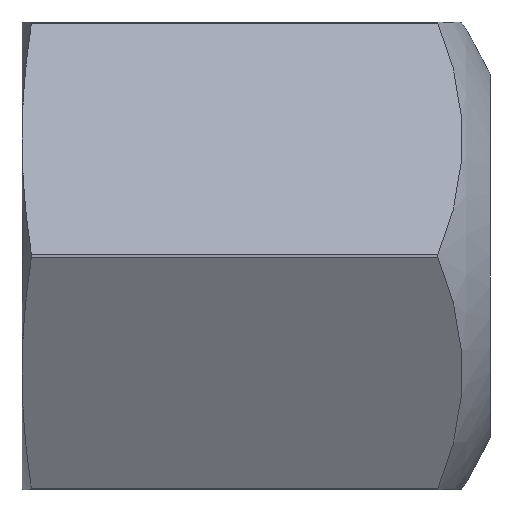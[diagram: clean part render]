
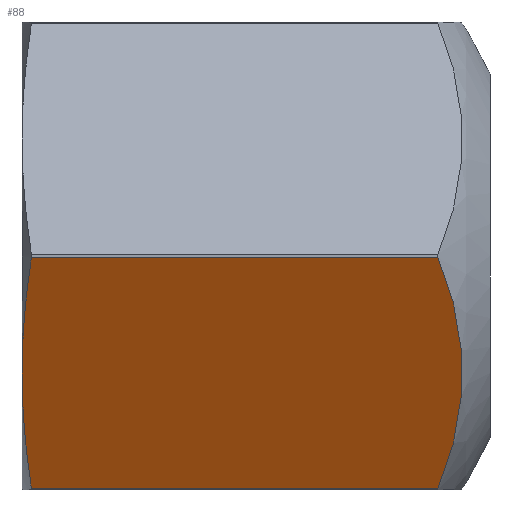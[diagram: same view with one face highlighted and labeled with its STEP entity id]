
A CAD part, front view. The second image highlights one B-rep face of the part: STEP entity #88.
In plain terms, the highlighted planar face has unit normal (0, -0.866, -0.5).
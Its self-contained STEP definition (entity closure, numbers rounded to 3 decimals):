
#88 = ADVANCED_FACE( '', ( #178 ), #179, .F. );
#178 = FACE_OUTER_BOUND( '', #263, .T. );
#179 = PLANE( '', #264 );
#263 = EDGE_LOOP( '', ( #447, #448, #449, #450, #451 ) );
#264 = AXIS2_PLACEMENT_3D( '', #452, #453, #454 );
#447 = ORIENTED_EDGE( '', *, *, #511, .F. );
#448 = ORIENTED_EDGE( '', *, *, #518, .T. );
#449 = ORIENTED_EDGE( '', *, *, #527, .F. );
#450 = ORIENTED_EDGE( '', *, *, #551, .F. );
#451 = ORIENTED_EDGE( '', *, *, #524, .F. );
#452 = CARTESIAN_POINT( '', ( 0., -10.392, 0. ) );
#453 = DIRECTION( '', ( 0., 0.866, 0.5 ) );
#454 = DIRECTION( '', ( 0., -0.5, 0.866 ) );
#511 = EDGE_CURVE( '', #609, #604, #611, .F. );
#518 = EDGE_CURVE( '', #609, #619, #621, .F. );
#524 = EDGE_CURVE( '', #604, #626, #629, .T. );
#527 = EDGE_CURVE( '', #631, #619, #633, .T. );
#551 = EDGE_CURVE( '', #626, #631, #663, .T. );
#604 = VERTEX_POINT( '', #744 );
#609 = VERTEX_POINT( '', #750 );
#611 = LINE( '', #752, #753 );
#619 = VERTEX_POINT( '', #761 );
#621 = CIRCLE( '', #763, 14.422 );
#626 = VERTEX_POINT( '', #768 );
#629 = B_SPLINE_CURVE_WITH_KNOTS( '', 3, ( #776, #777, #778, #779 ), .UNSPECIFIED., .F., .F., ( 4, 4 ), ( 0., 0.005 ), .UNSPECIFIED. );
#631 = VERTEX_POINT( '', #781 );
#633 = LINE( '', #783, #784 );
#663 = B_SPLINE_CURVE_WITH_KNOTS( '', 3, ( #824, #825, #826, #827 ), .UNSPECIFIED., .F., .F., ( 4, 4 ), ( 0.005, 0.01 ), .UNSPECIFIED. );
#744 = CARTESIAN_POINT( '', ( -17.638, -5.239, -8.926 ) );
#750 = CARTESIAN_POINT( '', ( -2.006, -5.239, -8.926 ) );
#752 = CARTESIAN_POINT( '', ( 0., -5.239, -8.926 ) );
#753 = VECTOR( '', #872, 1000. );
#761 = CARTESIAN_POINT( '', ( -2.006, -10.35, -0.074 ) );
#763 = AXIS2_PLACEMENT_3D( '', #888, #889, #890 );
#768 = CARTESIAN_POINT( '', ( -18., -7.794, -4.5 ) );
#776 = CARTESIAN_POINT( '', ( -17.638, -5.239, -8.926 ) );
#777 = CARTESIAN_POINT( '', ( -17.864, -6.091, -7.451 ) );
#778 = CARTESIAN_POINT( '', ( -18., -6.942, -5.975 ) );
#779 = CARTESIAN_POINT( '', ( -18., -7.794, -4.5 ) );
#781 = CARTESIAN_POINT( '', ( -17.638, -10.35, -0.074 ) );
#783 = CARTESIAN_POINT( '', ( 0., -10.35, -0.074 ) );
#784 = VECTOR( '', #903, 1000. );
#824 = CARTESIAN_POINT( '', ( -18., -7.794, -4.5 ) );
#825 = CARTESIAN_POINT( '', ( -18., -8.646, -3.025 ) );
#826 = CARTESIAN_POINT( '', ( -17.864, -9.498, -1.549 ) );
#827 = CARTESIAN_POINT( '', ( -17.638, -10.35, -0.074 ) );
#872 = DIRECTION( '', ( 1., 0., 0. ) );
#888 = CARTESIAN_POINT( '', ( -15.492, -7.794, -4.5 ) );
#889 = DIRECTION( '', ( 0., 0.866, 0.5 ) );
#890 = DIRECTION( '', ( 0., -0.5, 0.866 ) );
#903 = DIRECTION( '', ( 1., 0., 0. ) );
